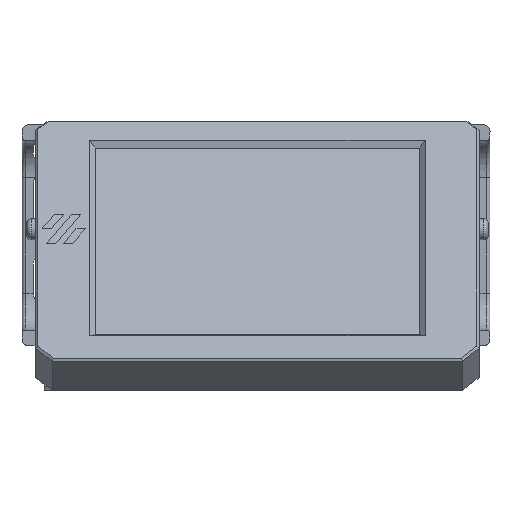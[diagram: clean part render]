
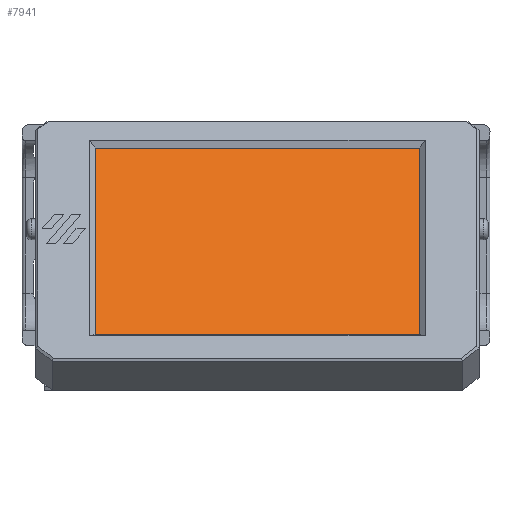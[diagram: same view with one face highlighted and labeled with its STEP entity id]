
A CAD part, front view. The second image highlights one B-rep face of the part: STEP entity #7941.
In plain terms, the highlighted face is planar.
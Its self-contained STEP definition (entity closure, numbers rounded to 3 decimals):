
#463=CIRCLE('',#8642,3.5);
#464=CIRCLE('',#8645,3.5);
#465=CIRCLE('',#8647,3.5);
#466=CIRCLE('',#8650,3.5);
#955=FACE_OUTER_BOUND('',#1455,.T.);
#1455=EDGE_LOOP('',(#6977,#6978,#6979,#6980,#6981,#6982,#6983,#6984));
#2283=LINE('',#13466,#3124);
#2287=LINE('',#13475,#3128);
#2290=LINE('',#13486,#3131);
#2293=LINE('',#13493,#3134);
#3124=VECTOR('',#10673,10.);
#3128=VECTOR('',#10683,10.);
#3131=VECTOR('',#10696,10.);
#3134=VECTOR('',#10705,10.);
#3819=VERTEX_POINT('',#13463);
#3820=VERTEX_POINT('',#13465);
#3821=VERTEX_POINT('',#13469);
#3822=VERTEX_POINT('',#13473);
#3823=VERTEX_POINT('',#13477);
#3824=VERTEX_POINT('',#13481);
#3825=VERTEX_POINT('',#13485);
#3826=VERTEX_POINT('',#13489);
#4876=EDGE_CURVE('',#3820,#3819,#2283,.T.);
#4879=EDGE_CURVE('',#3819,#3821,#463,.T.);
#4881=EDGE_CURVE('',#3821,#3822,#2287,.T.);
#4883=EDGE_CURVE('',#3822,#3823,#464,.T.);
#4884=EDGE_CURVE('',#3824,#3820,#465,.T.);
#4886=EDGE_CURVE('',#3825,#3824,#2290,.T.);
#4888=EDGE_CURVE('',#3826,#3825,#466,.T.);
#4890=EDGE_CURVE('',#3823,#3826,#2293,.T.);
#6977=ORIENTED_EDGE('',*,*,#4883,.T.);
#6978=ORIENTED_EDGE('',*,*,#4890,.T.);
#6979=ORIENTED_EDGE('',*,*,#4888,.T.);
#6980=ORIENTED_EDGE('',*,*,#4886,.T.);
#6981=ORIENTED_EDGE('',*,*,#4884,.T.);
#6982=ORIENTED_EDGE('',*,*,#4876,.T.);
#6983=ORIENTED_EDGE('',*,*,#4879,.T.);
#6984=ORIENTED_EDGE('',*,*,#4881,.T.);
#7521=PLANE('',#8652);
#7941=ADVANCED_FACE('',(#955),#7521,.T.);
#8642=AXIS2_PLACEMENT_3D('',#13471,#10678,#10679);
#8645=AXIS2_PLACEMENT_3D('',#13479,#10687,#10688);
#8647=AXIS2_PLACEMENT_3D('',#13482,#10691,#10692);
#8650=AXIS2_PLACEMENT_3D('',#13490,#10700,#10701);
#8652=AXIS2_PLACEMENT_3D('',#13494,#10706,#10707);
#10673=DIRECTION('',(-1.,0.,0.));
#10678=DIRECTION('center_axis',(0.,0.,1.));
#10679=DIRECTION('ref_axis',(0.,1.,0.));
#10683=DIRECTION('',(0.,-1.,0.));
#10687=DIRECTION('center_axis',(0.,0.,1.));
#10688=DIRECTION('ref_axis',(-1.,0.,0.));
#10691=DIRECTION('center_axis',(0.,0.,1.));
#10692=DIRECTION('ref_axis',(1.,0.,0.));
#10696=DIRECTION('',(0.,1.,0.));
#10700=DIRECTION('center_axis',(0.,0.,1.));
#10701=DIRECTION('ref_axis',(0.,-1.,0.));
#10705=DIRECTION('',(1.,0.,0.));
#10706=DIRECTION('center_axis',(0.,0.,1.));
#10707=DIRECTION('ref_axis',(1.,0.,0.));
#13463=CARTESIAN_POINT('',(3.5,71.3,5.2));
#13465=CARTESIAN_POINT('',(49.4,71.3,5.2));
#13466=CARTESIAN_POINT('',(49.4,71.3,5.2));
#13469=CARTESIAN_POINT('',(0.,67.8,5.2));
#13471=CARTESIAN_POINT('Origin',(3.5,67.8,5.2));
#13473=CARTESIAN_POINT('',(0.,3.5,5.2));
#13475=CARTESIAN_POINT('',(0.,67.8,5.2));
#13477=CARTESIAN_POINT('',(3.5,0.,5.2));
#13479=CARTESIAN_POINT('Origin',(3.5,3.5,5.2));
#13481=CARTESIAN_POINT('',(52.9,67.8,5.2));
#13482=CARTESIAN_POINT('Origin',(49.4,67.8,5.2));
#13485=CARTESIAN_POINT('',(52.9,3.5,5.2));
#13486=CARTESIAN_POINT('',(52.9,3.5,5.2));
#13489=CARTESIAN_POINT('',(49.4,0.,5.2));
#13490=CARTESIAN_POINT('Origin',(49.4,3.5,5.2));
#13493=CARTESIAN_POINT('',(3.5,0.,5.2));
#13494=CARTESIAN_POINT('Origin',(26.45,35.65,5.2));
